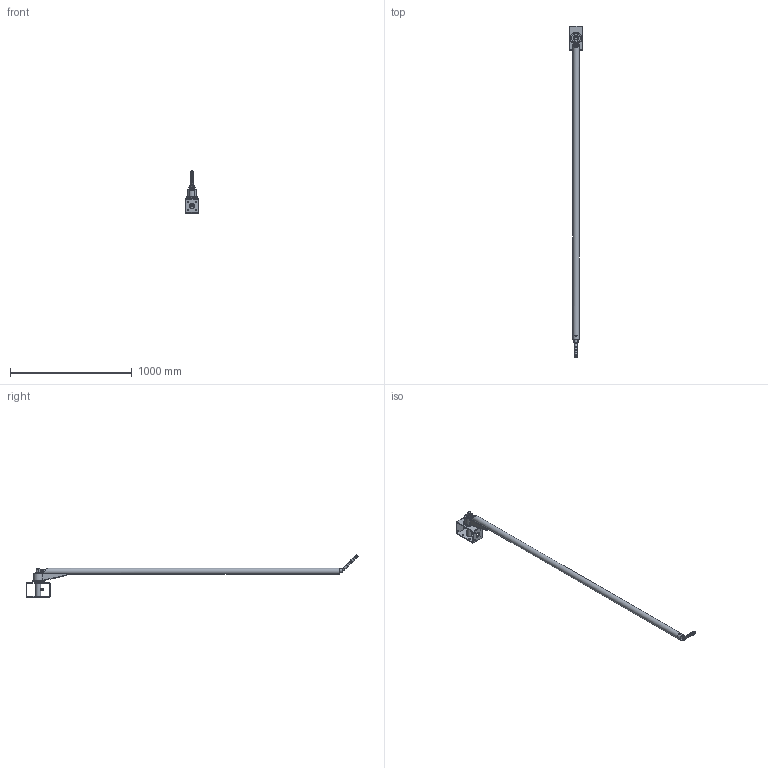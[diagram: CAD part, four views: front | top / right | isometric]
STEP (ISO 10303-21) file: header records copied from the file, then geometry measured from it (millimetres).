
FILE_DESCRIPTION(/* description */ (''),/* implementation_level */ '2;1');
FILE_NAME(/* name */ '66.973.stp',/* time_stamp */ '2018-06-12T07:45:49+02:00',/* author */ ('v.mitrovic'),/* organization */ (''),/* preprocessor_version */ 'ST-DEVELOPER v16.1',/* originating_system */ 'Autodesk Inventor 2016',/* authorisation */ '');
FILE_SCHEMA (('AUTOMOTIVE_DESIGN { 1 0 10303 214 3 1 1 }'));
Length unit declared in the file: millimetre
Products named in the file (1): Bauteil6
Bounding box: 100 x 2727.59 x 348.51 mm (x, y, z)
Volume: 2053381.9 mm3; surface area: 1140491.7 mm2
Topology: 5 solids, 8 shells, 487 faces, 1244 edges, 809 vertices
Faces by surface type: plane 186, cylinder 170, cone 80, torus 44, bspline 7
Full cylindrical faces by diameter (mm): 5 x1, 6 x1, 6.4 x1, 7 x5, 8.5 x4, 9.2 x1, 10.5 x1, 10.7 x2, 10.917 x1, 11 x2, 11.445 x2, 11.45 x1, 11.85 x1, 12 x8, 13.16 x1, 13.45 x2, 14.2 x2, 14.5 x1, 14.6 x1, 14.8 x1, 16.5 x1, 16.66 x1, 16.662 x1, 18 x3, 18.5 x1, 18.555 x2, 23.8 x1, 27 x1, 29.7 x1, 30.4 x1
Entity records: 15430 total; most frequent: CARTESIAN_POINT 4017, DIRECTION 2279, ORIENTED_EDGE 2076, EDGE_CURVE 1029, AXIS2_PLACEMENT_3D 943, VERTEX_POINT 740, EDGE_LOOP 721, FACE_OUTER_BOUND 487
